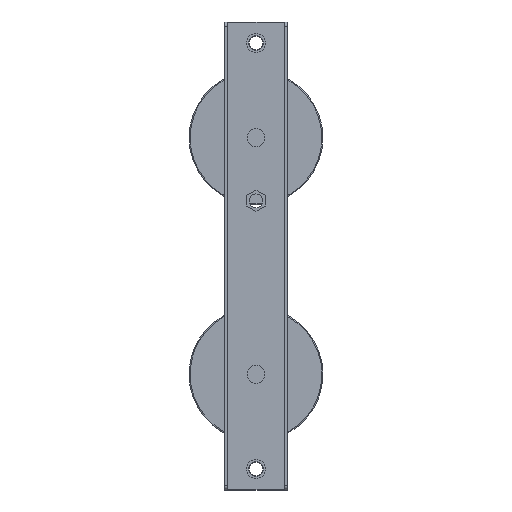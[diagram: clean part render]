
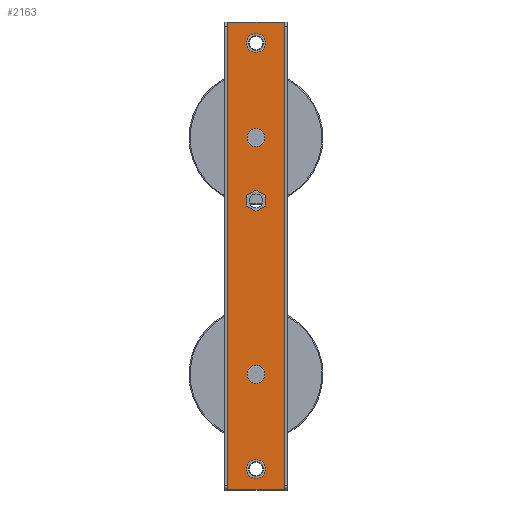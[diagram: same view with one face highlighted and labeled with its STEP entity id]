
A CAD part, front view. The second image highlights one B-rep face of the part: STEP entity #2163.
In plain terms, the highlighted planar face has unit normal (0, -1, 0).
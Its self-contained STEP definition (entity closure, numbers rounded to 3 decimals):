
#275=DIRECTION('',(1.,0.,0.));
#276=VECTOR('',#275,54.);
#277=CARTESIAN_POINT('',(-27.,7.,0.));
#278=LINE('',#277,#276);
#610=DIRECTION('',(0.,0.,1.));
#611=VECTOR('',#610,445.);
#612=CARTESIAN_POINT('',(27.,7.,0.));
#613=LINE('',#612,#611);
#656=DIRECTION('',(0.,0.,1.));
#657=VECTOR('',#656,445.);
#658=CARTESIAN_POINT('',(-27.,7.,0.));
#659=LINE('',#658,#657);
#660=DIRECTION('',(1.,0.,0.));
#661=VECTOR('',#660,54.);
#662=CARTESIAN_POINT('',(-27.,7.,445.));
#663=LINE('',#662,#661);
#664=CARTESIAN_POINT('',(0.,7.,335.));
#665=DIRECTION('',(0.,-1.,0.));
#666=DIRECTION('',(0.,0.,1.));
#667=AXIS2_PLACEMENT_3D('',#664,#665,#666);
#669=CARTESIAN_POINT('',(0.,7.,335.));
#670=DIRECTION('',(0.,-1.,0.));
#671=DIRECTION('',(0.,0.,-1.));
#672=AXIS2_PLACEMENT_3D('',#669,#670,#671);
#674=CARTESIAN_POINT('',(0.,7.,110.));
#675=DIRECTION('',(0.,-1.,0.));
#676=DIRECTION('',(0.,0.,1.));
#677=AXIS2_PLACEMENT_3D('',#674,#675,#676);
#679=CARTESIAN_POINT('',(0.,7.,110.));
#680=DIRECTION('',(0.,-1.,0.));
#681=DIRECTION('',(0.,0.,-1.));
#682=AXIS2_PLACEMENT_3D('',#679,#680,#681);
#684=CARTESIAN_POINT('',(0.,7.,425.));
#685=DIRECTION('',(0.,-1.,0.));
#686=DIRECTION('',(0.,0.,-1.));
#687=AXIS2_PLACEMENT_3D('',#684,#685,#686);
#689=CARTESIAN_POINT('',(0.,7.,425.));
#690=DIRECTION('',(0.,-1.,0.));
#691=DIRECTION('',(0.,0.,1.));
#692=AXIS2_PLACEMENT_3D('',#689,#690,#691);
#694=CARTESIAN_POINT('',(0.,7.,20.));
#695=DIRECTION('',(0.,-1.,0.));
#696=DIRECTION('',(0.,0.,-1.));
#697=AXIS2_PLACEMENT_3D('',#694,#695,#696);
#699=CARTESIAN_POINT('',(0.,7.,20.));
#700=DIRECTION('',(0.,-1.,0.));
#701=DIRECTION('',(0.,0.,1.));
#702=AXIS2_PLACEMENT_3D('',#699,#700,#701);
#704=DIRECTION('',(0.866,0.,-0.5));
#705=VECTOR('',#704,10.);
#706=CARTESIAN_POINT('',(-8.66,7.,270.));
#707=LINE('',#706,#705);
#708=DIRECTION('',(0.866,0.,0.5));
#709=VECTOR('',#708,10.);
#710=CARTESIAN_POINT('',(0.,7.,265.));
#711=LINE('',#710,#709);
#712=DIRECTION('',(-0.866,0.,0.5));
#713=VECTOR('',#712,10.);
#714=CARTESIAN_POINT('',(8.66,7.,280.));
#715=LINE('',#714,#713);
#716=DIRECTION('',(-0.866,0.,-0.5));
#717=VECTOR('',#716,10.);
#718=CARTESIAN_POINT('',(0.,7.,285.));
#719=LINE('',#718,#717);
#916=DIRECTION('',(0.,0.,1.));
#917=VECTOR('',#916,10.);
#918=CARTESIAN_POINT('',(-8.66,7.,270.));
#919=LINE('',#918,#917);
#932=DIRECTION('',(0.,0.,-1.));
#933=VECTOR('',#932,10.);
#934=CARTESIAN_POINT('',(8.66,7.,280.));
#935=LINE('',#934,#933);
#1406=CARTESIAN_POINT('',(-27.,7.,0.));
#1407=VERTEX_POINT('',#1406);
#1408=CARTESIAN_POINT('',(27.,7.,0.));
#1409=VERTEX_POINT('',#1408);
#1554=CARTESIAN_POINT('',(27.,7.,445.));
#1555=VERTEX_POINT('',#1554);
#1556=CARTESIAN_POINT('',(-27.,7.,445.));
#1557=VERTEX_POINT('',#1556);
#1562=CARTESIAN_POINT('',(0.,7.,343.5));
#1563=CARTESIAN_POINT('',(0.,7.,326.5));
#1564=VERTEX_POINT('',#1562);
#1565=VERTEX_POINT('',#1563);
#1566=CARTESIAN_POINT('',(0.,7.,118.5));
#1567=CARTESIAN_POINT('',(0.,7.,101.5));
#1568=VERTEX_POINT('',#1566);
#1569=VERTEX_POINT('',#1567);
#1570=CARTESIAN_POINT('',(0.,7.,416.));
#1571=CARTESIAN_POINT('',(0.,7.,434.));
#1572=VERTEX_POINT('',#1570);
#1573=VERTEX_POINT('',#1571);
#1574=CARTESIAN_POINT('',(0.,7.,11.));
#1575=CARTESIAN_POINT('',(0.,7.,29.));
#1576=VERTEX_POINT('',#1574);
#1577=VERTEX_POINT('',#1575);
#1578=CARTESIAN_POINT('',(-8.66,7.,270.));
#1579=CARTESIAN_POINT('',(-8.66,7.,280.));
#1580=VERTEX_POINT('',#1578);
#1581=VERTEX_POINT('',#1579);
#1582=CARTESIAN_POINT('',(0.,7.,265.));
#1583=VERTEX_POINT('',#1582);
#1584=CARTESIAN_POINT('',(8.66,7.,270.));
#1585=VERTEX_POINT('',#1584);
#1586=CARTESIAN_POINT('',(8.66,7.,280.));
#1587=VERTEX_POINT('',#1586);
#1588=CARTESIAN_POINT('',(0.,7.,285.));
#1589=VERTEX_POINT('',#1588);
#2113=CARTESIAN_POINT('',(27.,7.,445.));
#2114=DIRECTION('',(0.,1.,0.));
#2115=DIRECTION('',(-1.,0.,0.));
#2116=AXIS2_PLACEMENT_3D('',#2113,#2114,#2115);
#2117=PLANE('',#2116);
#2118=ORIENTED_EDGE('',*,*,#1755,.F.);
#2120=ORIENTED_EDGE('',*,*,#2119,.T.);
#2121=ORIENTED_EDGE('',*,*,#2095,.T.);
#2122=ORIENTED_EDGE('',*,*,#2030,.F.);
#2123=EDGE_LOOP('',(#2118,#2120,#2121,#2122));
#2124=FACE_OUTER_BOUND('',#2123,.F.);
#2126=ORIENTED_EDGE('',*,*,#2125,.T.);
#2128=ORIENTED_EDGE('',*,*,#2127,.T.);
#2129=EDGE_LOOP('',(#2126,#2128));
#2130=FACE_BOUND('',#2129,.F.);
#2132=ORIENTED_EDGE('',*,*,#2131,.T.);
#2134=ORIENTED_EDGE('',*,*,#2133,.T.);
#2135=EDGE_LOOP('',(#2132,#2134));
#2136=FACE_BOUND('',#2135,.F.);
#2138=ORIENTED_EDGE('',*,*,#2137,.T.);
#2140=ORIENTED_EDGE('',*,*,#2139,.T.);
#2141=EDGE_LOOP('',(#2138,#2140));
#2142=FACE_BOUND('',#2141,.F.);
#2144=ORIENTED_EDGE('',*,*,#2143,.T.);
#2146=ORIENTED_EDGE('',*,*,#2145,.T.);
#2147=EDGE_LOOP('',(#2144,#2146));
#2148=FACE_BOUND('',#2147,.F.);
#2150=ORIENTED_EDGE('',*,*,#2149,.F.);
#2152=ORIENTED_EDGE('',*,*,#2151,.T.);
#2154=ORIENTED_EDGE('',*,*,#2153,.T.);
#2156=ORIENTED_EDGE('',*,*,#2155,.F.);
#2158=ORIENTED_EDGE('',*,*,#2157,.T.);
#2160=ORIENTED_EDGE('',*,*,#2159,.T.);
#2161=EDGE_LOOP('',(#2150,#2152,#2154,#2156,#2158,#2160));
#2162=FACE_BOUND('',#2161,.F.);
#668=CIRCLE('',#667,8.5);
#673=CIRCLE('',#672,8.5);
#678=CIRCLE('',#677,8.5);
#683=CIRCLE('',#682,8.5);
#688=CIRCLE('',#687,9.);
#693=CIRCLE('',#692,9.);
#698=CIRCLE('',#697,9.);
#703=CIRCLE('',#702,9.);
#1755=EDGE_CURVE('',#1407,#1409,#278,.T.);
#2030=EDGE_CURVE('',#1409,#1555,#613,.T.);
#2095=EDGE_CURVE('',#1557,#1555,#663,.T.);
#2119=EDGE_CURVE('',#1407,#1557,#659,.T.);
#2125=EDGE_CURVE('',#1564,#1565,#668,.T.);
#2127=EDGE_CURVE('',#1565,#1564,#673,.T.);
#2131=EDGE_CURVE('',#1568,#1569,#678,.T.);
#2133=EDGE_CURVE('',#1569,#1568,#683,.T.);
#2137=EDGE_CURVE('',#1572,#1573,#688,.T.);
#2139=EDGE_CURVE('',#1573,#1572,#693,.T.);
#2143=EDGE_CURVE('',#1576,#1577,#698,.T.);
#2145=EDGE_CURVE('',#1577,#1576,#703,.T.);
#2149=EDGE_CURVE('',#1580,#1581,#919,.T.);
#2151=EDGE_CURVE('',#1580,#1583,#707,.T.);
#2153=EDGE_CURVE('',#1583,#1585,#711,.T.);
#2155=EDGE_CURVE('',#1587,#1585,#935,.T.);
#2157=EDGE_CURVE('',#1587,#1589,#715,.T.);
#2159=EDGE_CURVE('',#1589,#1581,#719,.T.);
#2163=ADVANCED_FACE('',(#2124,#2130,#2136,#2142,#2148,#2162),#2117,.F.);
